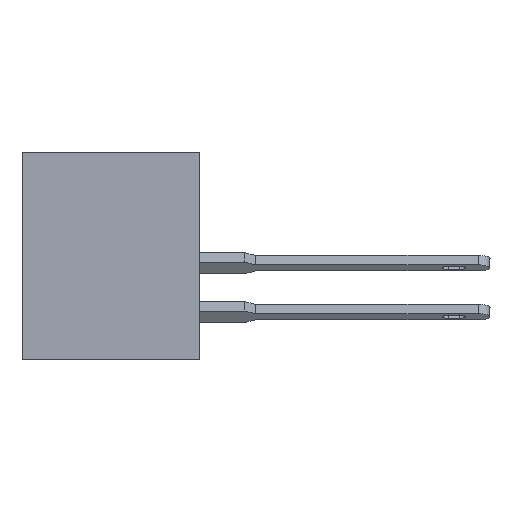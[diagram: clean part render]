
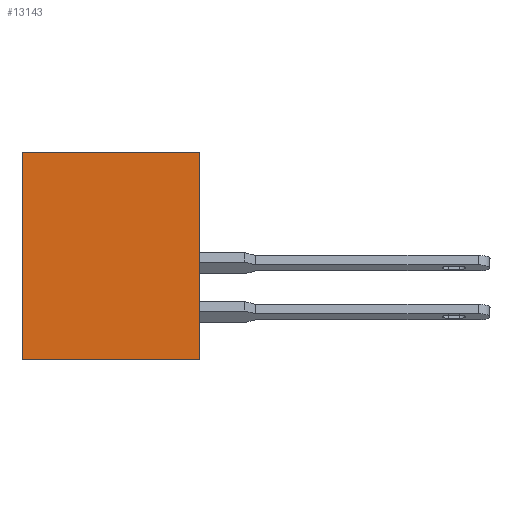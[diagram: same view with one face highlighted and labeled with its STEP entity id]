
A CAD part, left-side view. The second image highlights one B-rep face of the part: STEP entity #13143.
In plain terms, the highlighted planar face has unit normal (-1, 0, 0).
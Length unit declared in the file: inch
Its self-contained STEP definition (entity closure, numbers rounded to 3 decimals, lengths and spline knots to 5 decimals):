
#37 = EDGE_LOOP ( 'NONE', ( #11353, #2283, #3871, #6834 ) ) ;
#826 = CARTESIAN_POINT ( 'NONE',  ( 0., 0., 0. ) ) ;
#1060 = VECTOR ( 'NONE', #4073, 39.37008 ) ;
#1145 = EDGE_CURVE ( 'NONE', #6203, #3326, #9406, .T. ) ;
#2182 = VECTOR ( 'NONE', #14285, 39.37008 ) ;
#2283 = ORIENTED_EDGE ( 'NONE', *, *, #7695, .F. ) ;
#3094 = VERTEX_POINT ( 'NONE', #3884 ) ;
#3268 = CARTESIAN_POINT ( 'NONE',  ( 0., 0., -0.531 ) ) ;
#3290 = DIRECTION ( 'NONE',  ( 0., 0., 1. ) ) ;
#3326 = VERTEX_POINT ( 'NONE', #5833 ) ;
#3871 = ORIENTED_EDGE ( 'NONE', *, *, #6043, .F. ) ;
#3884 = CARTESIAN_POINT ( 'NONE',  ( 0., 0.453, -0.531 ) ) ;
#3906 = VERTEX_POINT ( 'NONE', #13923 ) ;
#3968 = VECTOR ( 'NONE', #6610, 39.37008 ) ;
#4073 = DIRECTION ( 'NONE',  ( 0., 0., 1. ) ) ;
#5165 = EDGE_CURVE ( 'NONE', #3094, #6203, #13716, .T. ) ;
#5444 = LINE ( 'NONE', #14340, #2182 ) ;
#5833 = CARTESIAN_POINT ( 'NONE',  ( 0., 0., 0. ) ) ;
#6043 = EDGE_CURVE ( 'NONE', #3094, #3906, #9477, .T. ) ;
#6203 = VERTEX_POINT ( 'NONE', #3268 ) ;
#6610 = DIRECTION ( 'NONE',  ( 0., -1., 0. ) ) ;
#6660 = CARTESIAN_POINT ( 'NONE',  ( 0., 0.453, -0.531 ) ) ;
#6834 = ORIENTED_EDGE ( 'NONE', *, *, #5165, .T. ) ;
#7695 = EDGE_CURVE ( 'NONE', #3906, #3326, #5444, .T. ) ;
#8638 = VECTOR ( 'NONE', #3290, 39.37008 ) ;
#8829 = AXIS2_PLACEMENT_3D ( 'NONE', #14125, #14762, #14587 ) ;
#9406 = LINE ( 'NONE', #826, #8638 ) ;
#9477 = LINE ( 'NONE', #11412, #1060 ) ;
#11353 = ORIENTED_EDGE ( 'NONE', *, *, #1145, .T. ) ;
#11412 = CARTESIAN_POINT ( 'NONE',  ( 0., 0.453, 0. ) ) ;
#13143 = ADVANCED_FACE ( 'NONE', ( #15325 ), #15530, .F. ) ;
#13716 = LINE ( 'NONE', #6660, #3968 ) ;
#13923 = CARTESIAN_POINT ( 'NONE',  ( 0., 0.453, 0. ) ) ;
#14125 = CARTESIAN_POINT ( 'NONE',  ( 0., 0.453, 0. ) ) ;
#14285 = DIRECTION ( 'NONE',  ( 0., -1., 0. ) ) ;
#14340 = CARTESIAN_POINT ( 'NONE',  ( 0., 0.453, 0. ) ) ;
#14587 = DIRECTION ( 'NONE',  ( 0., 0., -1. ) ) ;
#14762 = DIRECTION ( 'NONE',  ( 1., 0., 0. ) ) ;
#15325 = FACE_OUTER_BOUND ( 'NONE', #37, .T. ) ;
#15530 = PLANE ( 'NONE',  #8829 ) ;
